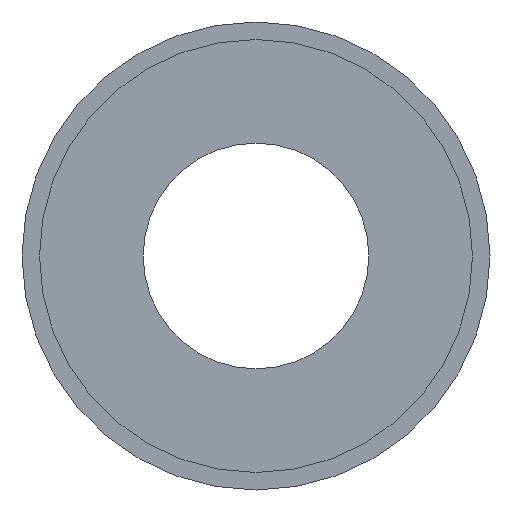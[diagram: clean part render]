
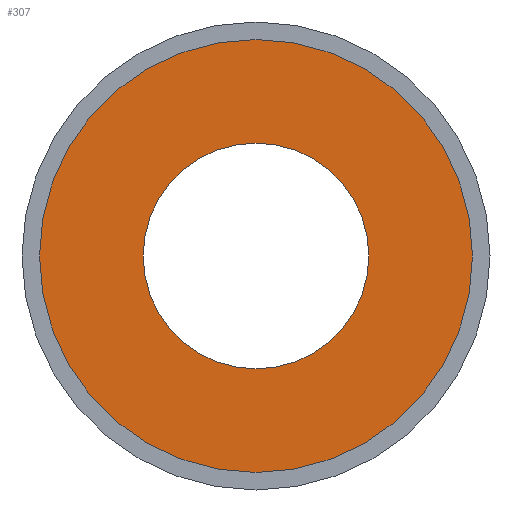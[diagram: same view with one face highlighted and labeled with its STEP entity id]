
A CAD part, front view. The second image highlights one B-rep face of the part: STEP entity #307.
In plain terms, the highlighted planar face has unit normal (0, -1, 0).
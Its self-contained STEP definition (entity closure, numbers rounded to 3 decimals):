
#3 = CARTESIAN_POINT ( 'NONE',  ( -12.25, 6.5, 0. ) ) ;
#17 = CIRCLE ( 'NONE', #264, 24.1 ) ;
#56 = PLANE ( 'NONE',  #325 ) ;
#57 = EDGE_CURVE ( 'NONE', #233, #102, #492, .T. ) ;
#69 = FACE_OUTER_BOUND ( 'NONE', #380, .T. ) ;
#74 = CARTESIAN_POINT ( 'NONE',  ( 0., 6.5, 0. ) ) ;
#102 = VERTEX_POINT ( 'NONE', #218 ) ;
#119 = DIRECTION ( 'NONE',  ( 0., 1., 0. ) ) ;
#124 = DIRECTION ( 'NONE',  ( 0., 1., 0. ) ) ;
#140 = DIRECTION ( 'NONE',  ( -1., 0., 0. ) ) ;
#147 = VERTEX_POINT ( 'NONE', #3 ) ;
#157 = CIRCLE ( 'NONE', #245, 12.25 ) ;
#174 = ORIENTED_EDGE ( 'NONE', *, *, #57, .F. ) ;
#190 = EDGE_CURVE ( 'NONE', #538, #147, #612, .T. ) ;
#192 = ORIENTED_EDGE ( 'NONE', *, *, #348, .F. ) ;
#196 = DIRECTION ( 'NONE',  ( 0., 1., 0. ) ) ;
#205 = CARTESIAN_POINT ( 'NONE',  ( 0., 6.5, 0. ) ) ;
#218 = CARTESIAN_POINT ( 'NONE',  ( 24.1, 6.5, 0. ) ) ;
#222 = CARTESIAN_POINT ( 'NONE',  ( 0., 6.5, 0. ) ) ;
#231 = DIRECTION ( 'NONE',  ( -1., 0., 0. ) ) ;
#233 = VERTEX_POINT ( 'NONE', #333 ) ;
#245 = AXIS2_PLACEMENT_3D ( 'NONE', #205, #124, #475 ) ;
#264 = AXIS2_PLACEMENT_3D ( 'NONE', #74, #196, #140 ) ;
#279 = DIRECTION ( 'NONE',  ( 0., 1., 0. ) ) ;
#287 = EDGE_LOOP ( 'NONE', ( #531, #484 ) ) ;
#307 = ADVANCED_FACE ( 'NONE', ( #69, #446 ), #56, .F. ) ;
#325 = AXIS2_PLACEMENT_3D ( 'NONE', #371, #374, #349 ) ;
#333 = CARTESIAN_POINT ( 'NONE',  ( -24.1, 6.5, 0. ) ) ;
#348 = EDGE_CURVE ( 'NONE', #102, #233, #17, .T. ) ;
#349 = DIRECTION ( 'NONE',  ( -1., 0., 0. ) ) ;
#371 = CARTESIAN_POINT ( 'NONE',  ( 12.25, 6.5, 0. ) ) ;
#374 = DIRECTION ( 'NONE',  ( 0., 1., 0. ) ) ;
#376 = EDGE_CURVE ( 'NONE', #147, #538, #157, .T. ) ;
#380 = EDGE_LOOP ( 'NONE', ( #174, #192 ) ) ;
#395 = CARTESIAN_POINT ( 'NONE',  ( 0., 6.5, 0. ) ) ;
#419 = AXIS2_PLACEMENT_3D ( 'NONE', #222, #119, #483 ) ;
#423 = AXIS2_PLACEMENT_3D ( 'NONE', #395, #279, #231 ) ;
#446 = FACE_BOUND ( 'NONE', #287, .T. ) ;
#472 = CARTESIAN_POINT ( 'NONE',  ( 12.25, 6.5, 0. ) ) ;
#475 = DIRECTION ( 'NONE',  ( -1., 0., 0. ) ) ;
#483 = DIRECTION ( 'NONE',  ( -1., 0., 0. ) ) ;
#484 = ORIENTED_EDGE ( 'NONE', *, *, #190, .T. ) ;
#492 = CIRCLE ( 'NONE', #423, 24.1 ) ;
#531 = ORIENTED_EDGE ( 'NONE', *, *, #376, .T. ) ;
#538 = VERTEX_POINT ( 'NONE', #472 ) ;
#612 = CIRCLE ( 'NONE', #419, 12.25 ) ;
